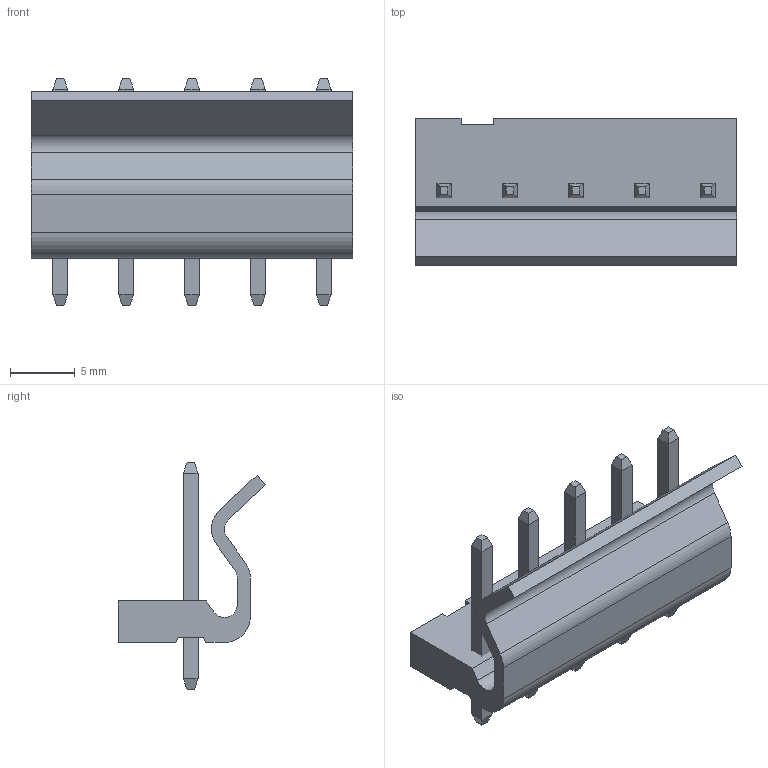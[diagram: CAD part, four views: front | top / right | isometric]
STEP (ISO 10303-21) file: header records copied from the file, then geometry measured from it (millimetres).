
FILE_DESCRIPTION(('STEP AP214'), '1');
FILE_NAME('10-32-1021', '2018-01-04T23:16:00', ('Nobody'), (''), 'ASCON STEP Converter 1.3', 'ASCON Math Kernel', '');
FILE_SCHEMA(('AUTOMOTIVE_DESIGN { 1 0 10303 214 3 1 1}'));
Length unit declared in the file: millimetre
Assembly tree (6 placements, depth 2):
  (unnamed)
    (unnamed)
    (unnamed)  x5
Bounding box: 24.82 x 11.4 x 17.45 mm (x, y, z)
Volume: 1097.6 mm3; surface area: 1726.9 mm2
Topology: 6 solids, 6 shells, 97 faces, 215 edges, 130 vertices
Faces by surface type: plane 91, cylinder 6
Entity records: 1785 total; most frequent: CARTESIAN_POINT 217, DIRECTION 211, ORIENTED_EDGE 206, EDGE_CURVE 103, LINE 91, VECTOR 91, VERTEX_POINT 66, AXIS2_PLACEMENT_3D 60
